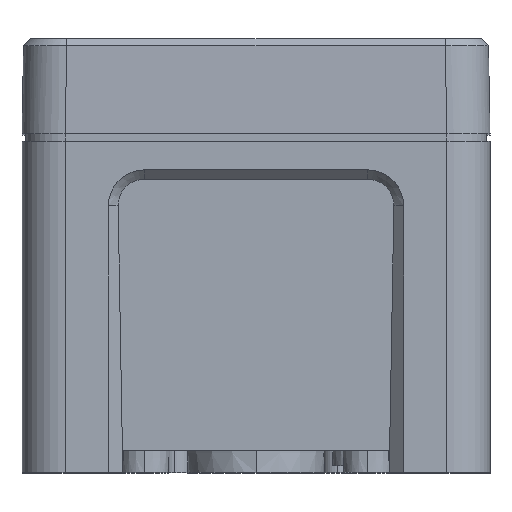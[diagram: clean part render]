
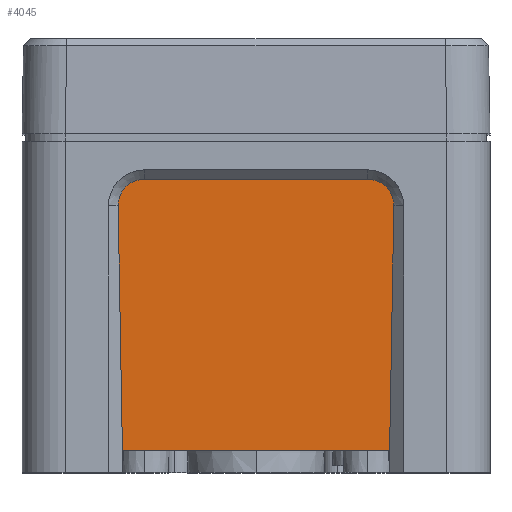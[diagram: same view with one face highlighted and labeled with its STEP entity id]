
A CAD part, top view. The second image highlights one B-rep face of the part: STEP entity #4045.
In plain terms, the highlighted planar face has unit normal (0, -0.018, 1).
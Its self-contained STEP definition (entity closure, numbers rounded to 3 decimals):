
#83 = CARTESIAN_POINT ( 'NONE',  ( 20.5, -44., 45.552 ) ) ;
#248 = EDGE_LOOP ( 'NONE', ( #6553, #8718, #14471, #15491, #10650, #15840, #4984, #2499 ) ) ;
#260 = EDGE_CURVE ( 'NONE', #13728, #6983, #14230, .T. ) ;
#814 = CARTESIAN_POINT ( 'NONE',  ( 19.184, -7.834, 46.184 ) ) ;
#827 = CARTESIAN_POINT ( 'NONE',  ( 19.146, -10., 46.146 ) ) ;
#833 = CARTESIAN_POINT ( 'NONE',  ( -18.501, -46.93, 45.501 ) ) ;
#838 = DIRECTION ( 'NONE',  ( -1., 0., 0. ) ) ;
#1072 = DIRECTION ( 'NONE',  ( 0., -0.017, 1. ) ) ;
#1209 = CARTESIAN_POINT ( 'NONE',  ( -19.184, -7.834, 46.184 ) ) ;
#1821 = VECTOR ( 'NONE', #14651, 1000. ) ;
#2107 = CARTESIAN_POINT ( 'NONE',  ( -18.5, -47., 45.5 ) ) ;
#2499 = ORIENTED_EDGE ( 'NONE', *, *, #15129, .F. ) ;
#3010 = LINE ( 'NONE', #5619, #14075 ) ;
#3176 = DIRECTION ( 'NONE',  ( 0.017, -1., -0.017 ) ) ;
#3286 = EDGE_CURVE ( 'NONE', #4675, #5485, #12666, .T. ) ;
#3310 = CARTESIAN_POINT ( 'NONE',  ( 18.501, -46.93, 45.501 ) ) ;
#3739 = DIRECTION ( 'NONE',  ( 1., 0., 0. ) ) ;
#3751 = CARTESIAN_POINT ( 'NONE',  ( -18.501, -47.035, 45.499 ) ) ;
#3857 = EDGE_CURVE ( 'NONE', #6983, #7264, #15816, .T. ) ;
#3923 = CARTESIAN_POINT ( 'NONE',  ( -19.146, -10., 46.146 ) ) ;
#4045 = ADVANCED_FACE ( 'NONE', ( #7150 ), #9406, .T. ) ;
#4675 = VERTEX_POINT ( 'NONE', #6676 ) ;
#4984 = ORIENTED_EDGE ( 'NONE', *, *, #15336, .T. ) ;
#5029 = VERTEX_POINT ( 'NONE', #10192 ) ;
#5485 = VERTEX_POINT ( 'NONE', #827 ) ;
#5574 = CARTESIAN_POINT ( 'NONE',  ( -15.5, -6.289, 46.211 ) ) ;
#5613 = VECTOR ( 'NONE', #3739, 1000. ) ;
#5619 = CARTESIAN_POINT ( 'NONE',  ( 18.501, -47.035, 45.499 ) ) ;
#6553 = ORIENTED_EDGE ( 'NONE', *, *, #9977, .F. ) ;
#6676 = CARTESIAN_POINT ( 'NONE',  ( 15.5, -6.289, 46.211 ) ) ;
#6715 = EDGE_CURVE ( 'NONE', #9232, #13728, #8867, .T. ) ;
#6983 = VERTEX_POINT ( 'NONE', #2107 ) ;
#7150 = FACE_OUTER_BOUND ( 'NONE', #248, .T. ) ;
#7202 = VECTOR ( 'NONE', #3176, 1000. ) ;
#7264 = VERTEX_POINT ( 'NONE', #14987 ) ;
#7683 = VERTEX_POINT ( 'NONE', #14229 ) ;
#8254 = DIRECTION ( 'NONE',  ( -0.017, -1., -0.017 ) ) ;
#8681 = DIRECTION ( 'NONE',  ( 0.017, 1., 0.017 ) ) ;
#8718 = ORIENTED_EDGE ( 'NONE', *, *, #3286, .F. ) ;
#8751 = LINE ( 'NONE', #83, #5613 ) ;
#8867 =( BOUNDED_CURVE ( )  B_SPLINE_CURVE ( 3, ( #11066, #13557, #1209, #9712 ),
 .UNSPECIFIED., .F., .T. ) 
 B_SPLINE_CURVE_WITH_KNOTS ( ( 4, 4 ),
 ( 0., 1.588 ),
 .UNSPECIFIED. ) 
 CURVE ( )  GEOMETRIC_REPRESENTATION_ITEM ( )  RATIONAL_B_SPLINE_CURVE ( ( 1., 0.801, 0.801, 1. ) ) 
 REPRESENTATION_ITEM ( '' )  );
#9093 = VECTOR ( 'NONE', #8681, 1000. ) ;
#9232 = VERTEX_POINT ( 'NONE', #5574 ) ;
#9406 = PLANE ( 'NONE',  #9886 ) ;
#9712 = CARTESIAN_POINT ( 'NONE',  ( -19.146, -10., 46.146 ) ) ;
#9886 = AXIS2_PLACEMENT_3D ( 'NONE', #12140, #1072, #838 ) ;
#9977 = EDGE_CURVE ( 'NONE', #5485, #7683, #13152, .T. ) ;
#10192 = CARTESIAN_POINT ( 'NONE',  ( 18.448, -44., 45.552 ) ) ;
#10528 = DIRECTION ( 'NONE',  ( -0.017, 1., 0.017 ) ) ;
#10588 = CARTESIAN_POINT ( 'NONE',  ( 15.5, -6.289, 46.211 ) ) ;
#10650 = ORIENTED_EDGE ( 'NONE', *, *, #260, .T. ) ;
#10874 = LINE ( 'NONE', #15800, #1821 ) ;
#11066 = CARTESIAN_POINT ( 'NONE',  ( -15.5, -6.289, 46.211 ) ) ;
#11958 = CARTESIAN_POINT ( 'NONE',  ( 19.146, -10., 46.146 ) ) ;
#12140 = CARTESIAN_POINT ( 'NONE',  ( 20.5, -47., 45.5 ) ) ;
#12666 =( BOUNDED_CURVE ( )  B_SPLINE_CURVE ( 3, ( #10588, #14460, #814, #11958 ),
 .UNSPECIFIED., .F., .T. ) 
 B_SPLINE_CURVE_WITH_KNOTS ( ( 4, 4 ),
 ( 0., 1.588 ),
 .UNSPECIFIED. ) 
 CURVE ( )  GEOMETRIC_REPRESENTATION_ITEM ( )  RATIONAL_B_SPLINE_CURVE ( ( 1., 0.801, 0.801, 1. ) ) 
 REPRESENTATION_ITEM ( '' )  );
#13152 = LINE ( 'NONE', #3310, #15435 ) ;
#13557 = CARTESIAN_POINT ( 'NONE',  ( -17.666, -6.289, 46.211 ) ) ;
#13728 = VERTEX_POINT ( 'NONE', #3923 ) ;
#14075 = VECTOR ( 'NONE', #10528, 1000. ) ;
#14229 = CARTESIAN_POINT ( 'NONE',  ( 18.5, -47., 45.5 ) ) ;
#14230 = LINE ( 'NONE', #833, #7202 ) ;
#14460 = CARTESIAN_POINT ( 'NONE',  ( 17.666, -6.289, 46.211 ) ) ;
#14471 = ORIENTED_EDGE ( 'NONE', *, *, #14882, .F. ) ;
#14651 = DIRECTION ( 'NONE',  ( 1., 0., 0. ) ) ;
#14882 = EDGE_CURVE ( 'NONE', #9232, #4675, #10874, .T. ) ;
#14987 = CARTESIAN_POINT ( 'NONE',  ( -18.448, -44., 45.552 ) ) ;
#15129 = EDGE_CURVE ( 'NONE', #7683, #5029, #3010, .T. ) ;
#15336 = EDGE_CURVE ( 'NONE', #7264, #5029, #8751, .T. ) ;
#15435 = VECTOR ( 'NONE', #8254, 1000. ) ;
#15491 = ORIENTED_EDGE ( 'NONE', *, *, #6715, .T. ) ;
#15800 = CARTESIAN_POINT ( 'NONE',  ( 20.5, -6.289, 46.211 ) ) ;
#15816 = LINE ( 'NONE', #3751, #9093 ) ;
#15840 = ORIENTED_EDGE ( 'NONE', *, *, #3857, .T. ) ;
